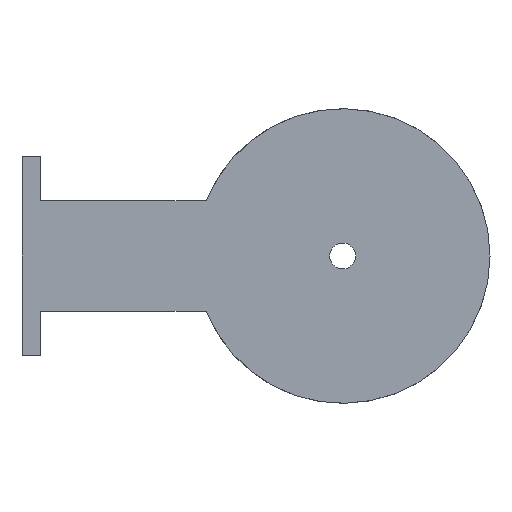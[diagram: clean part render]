
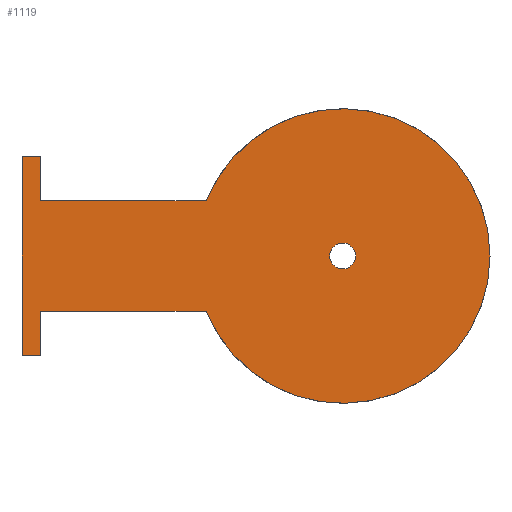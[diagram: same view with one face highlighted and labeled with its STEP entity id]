
A CAD part, left-side view. The second image highlights one B-rep face of the part: STEP entity #1119.
In plain terms, the highlighted planar face has unit normal (-1, 0, 0).
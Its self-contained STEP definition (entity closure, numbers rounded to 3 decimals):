
#69=DIRECTION('',(0.,0.,1.));
#70=VECTOR('',#69,12.);
#71=CARTESIAN_POINT('',(-30.,82.081,15.));
#72=LINE('',#71,#70);
#103=DIRECTION('',(0.,-1.,0.));
#104=VECTOR('',#103,5.);
#105=CARTESIAN_POINT('',(-30.,87.081,27.));
#106=LINE('',#105,#104);
#107=CARTESIAN_POINT('',(-30.,0.,0.));
#108=DIRECTION('',(1.,0.,0.));
#109=DIRECTION('',(0.,0.,1.));
#110=AXIS2_PLACEMENT_3D('',#107,#108,#109);
#112=CARTESIAN_POINT('',(-30.,0.,0.));
#113=DIRECTION('',(1.,0.,0.));
#114=DIRECTION('',(0.,0.,-1.));
#115=AXIS2_PLACEMENT_3D('',#112,#113,#114);
#117=DIRECTION('',(0.,-1.,0.));
#118=VECTOR('',#117,45.);
#119=CARTESIAN_POINT('',(-30.,82.081,-15.));
#120=LINE('',#119,#118);
#121=DIRECTION('',(0.,0.,1.));
#122=VECTOR('',#121,54.);
#123=CARTESIAN_POINT('',(-30.,87.081,-27.));
#124=LINE('',#123,#122);
#125=DIRECTION('',(0.,1.,0.));
#126=VECTOR('',#125,45.);
#127=CARTESIAN_POINT('',(-30.,37.081,15.));
#128=LINE('',#127,#126);
#129=CARTESIAN_POINT('',(-30.,0.,0.));
#130=DIRECTION('',(1.,0.,0.));
#131=DIRECTION('',(0.,0.927,0.375));
#132=AXIS2_PLACEMENT_3D('',#129,#130,#131);
#134=CARTESIAN_POINT('',(-30.,0.,0.));
#135=DIRECTION('',(1.,0.,0.));
#136=DIRECTION('',(0.,-1.,0.));
#137=AXIS2_PLACEMENT_3D('',#134,#135,#136);
#576=DIRECTION('',(0.,0.,-1.));
#577=VECTOR('',#576,12.);
#578=CARTESIAN_POINT('',(-30.,82.081,-15.));
#579=LINE('',#578,#577);
#602=DIRECTION('',(0.,-1.,0.));
#603=VECTOR('',#602,5.);
#604=CARTESIAN_POINT('',(-30.,87.081,-27.));
#605=LINE('',#604,#603);
#719=CARTESIAN_POINT('',(-30.,0.,3.5));
#720=CARTESIAN_POINT('',(-30.,0.,-3.5));
#721=VERTEX_POINT('',#719);
#722=VERTEX_POINT('',#720);
#795=CARTESIAN_POINT('',(-30.,-40.,0.));
#796=VERTEX_POINT('',#795);
#873=CARTESIAN_POINT('',(-30.,37.081,-15.));
#874=VERTEX_POINT('',#873);
#877=CARTESIAN_POINT('',(-30.,37.081,15.));
#878=VERTEX_POINT('',#877);
#880=CARTESIAN_POINT('',(-30.,87.081,27.));
#882=VERTEX_POINT('',#880);
#883=CARTESIAN_POINT('',(-30.,82.081,27.));
#884=VERTEX_POINT('',#883);
#887=CARTESIAN_POINT('',(-30.,82.081,15.));
#888=VERTEX_POINT('',#887);
#890=CARTESIAN_POINT('',(-30.,87.081,-27.));
#892=VERTEX_POINT('',#890);
#893=CARTESIAN_POINT('',(-30.,82.081,-27.));
#894=VERTEX_POINT('',#893);
#897=CARTESIAN_POINT('',(-30.,82.081,-15.));
#898=VERTEX_POINT('',#897);
#1091=CARTESIAN_POINT('',(-30.,0.,0.));
#1092=DIRECTION('',(1.,0.,0.));
#1093=DIRECTION('',(0.,-1.,0.));
#1094=AXIS2_PLACEMENT_3D('',#1091,#1092,#1093);
#1095=PLANE('',#1094);
#1097=ORIENTED_EDGE('',*,*,#1096,.F.);
#1099=ORIENTED_EDGE('',*,*,#1098,.T.);
#1101=ORIENTED_EDGE('',*,*,#1100,.F.);
#1102=ORIENTED_EDGE('',*,*,#981,.T.);
#1103=ORIENTED_EDGE('',*,*,#1086,.T.);
#1104=ORIENTED_EDGE('',*,*,#1039,.F.);
#1106=ORIENTED_EDGE('',*,*,#1105,.F.);
#1108=ORIENTED_EDGE('',*,*,#1107,.T.);
#1110=ORIENTED_EDGE('',*,*,#1109,.T.);
#1111=EDGE_LOOP('',(#1097,#1099,#1101,#1102,#1103,#1104,#1106,#1108,#1110));
#1112=FACE_OUTER_BOUND('',#1111,.F.);
#1114=ORIENTED_EDGE('',*,*,#1113,.F.);
#1116=ORIENTED_EDGE('',*,*,#1115,.F.);
#1117=EDGE_LOOP('',(#1114,#1116));
#1118=FACE_BOUND('',#1117,.F.);
#1119=ADVANCED_FACE('',(#1112,#1118),#1095,.F.);
#111=CIRCLE('',#110,3.5);
#116=CIRCLE('',#115,3.5);
#133=CIRCLE('',#132,40.);
#138=CIRCLE('',#137,40.);
#981=EDGE_CURVE('',#892,#882,#124,.T.);
#1039=EDGE_CURVE('',#888,#884,#72,.T.);
#1086=EDGE_CURVE('',#882,#884,#106,.T.);
#1096=EDGE_CURVE('',#898,#874,#120,.T.);
#1098=EDGE_CURVE('',#898,#894,#579,.T.);
#1100=EDGE_CURVE('',#892,#894,#605,.T.);
#1105=EDGE_CURVE('',#878,#888,#128,.T.);
#1107=EDGE_CURVE('',#878,#796,#133,.T.);
#1109=EDGE_CURVE('',#796,#874,#138,.T.);
#1113=EDGE_CURVE('',#721,#722,#111,.T.);
#1115=EDGE_CURVE('',#722,#721,#116,.T.);
